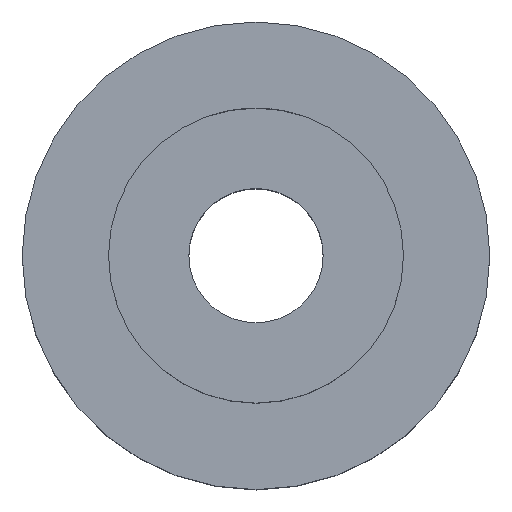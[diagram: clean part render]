
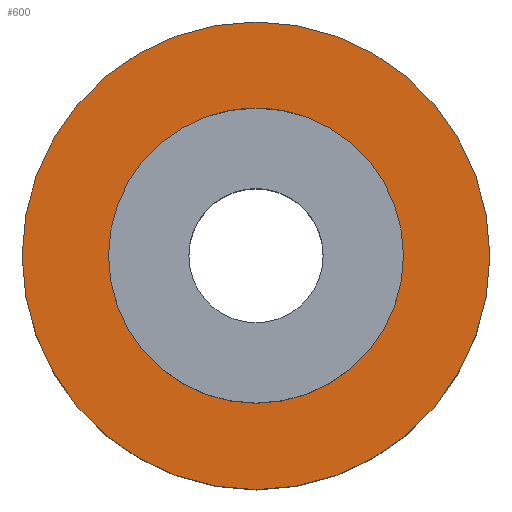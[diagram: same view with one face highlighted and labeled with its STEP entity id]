
A CAD part, top view. The second image highlights one B-rep face of the part: STEP entity #600.
In plain terms, the highlighted planar face has unit normal (0, 0, 1).
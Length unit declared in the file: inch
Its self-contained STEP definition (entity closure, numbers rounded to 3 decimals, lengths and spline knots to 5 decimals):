
#147=CARTESIAN_POINT('',(0.,0.,0.21875));
#148=DIRECTION('',(0.,0.,1.));
#149=DIRECTION('',(0.,1.,0.));
#150=AXIS2_PLACEMENT_3D('',#147,#148,#149);
#152=CARTESIAN_POINT('',(0.,0.,0.21875));
#153=DIRECTION('',(0.,0.,1.));
#154=DIRECTION('',(0.,-1.,0.));
#155=AXIS2_PLACEMENT_3D('',#152,#153,#154);
#157=CARTESIAN_POINT('',(0.,0.,0.21875));
#158=DIRECTION('',(0.,0.,1.));
#159=DIRECTION('',(0.,1.,0.));
#160=AXIS2_PLACEMENT_3D('',#157,#158,#159);
#170=CARTESIAN_POINT('',(0.,0.,0.21875));
#171=DIRECTION('',(0.,0.,-1.));
#172=DIRECTION('',(0.,1.,0.));
#173=AXIS2_PLACEMENT_3D('',#170,#171,#172);
#371=CARTESIAN_POINT('',(0.,0.545,0.21875));
#373=VERTEX_POINT('',#371);
#379=CARTESIAN_POINT('',(0.,-0.545,0.21875));
#381=VERTEX_POINT('',#379);
#399=CARTESIAN_POINT('',(0.,0.34375,0.21875));
#400=CARTESIAN_POINT('',(0.,-0.34375,0.21875));
#401=VERTEX_POINT('',#399);
#402=VERTEX_POINT('',#400);
#585=CARTESIAN_POINT('',(0.,0.,0.21875));
#586=DIRECTION('',(0.,0.,1.));
#587=DIRECTION('',(0.,-1.,0.));
#588=AXIS2_PLACEMENT_3D('',#585,#586,#587);
#589=PLANE('',#588);
#591=ORIENTED_EDGE('',*,*,#590,.F.);
#593=ORIENTED_EDGE('',*,*,#592,.T.);
#594=EDGE_LOOP('',(#591,#593));
#595=FACE_OUTER_BOUND('',#594,.F.);
#596=ORIENTED_EDGE('',*,*,#563,.T.);
#597=ORIENTED_EDGE('',*,*,#577,.T.);
#598=EDGE_LOOP('',(#596,#597));
#599=FACE_BOUND('',#598,.F.);
#600=ADVANCED_FACE('',(#595,#599),#589,.T.);
#151=CIRCLE('',#150,0.34375);
#156=CIRCLE('',#155,0.34375);
#161=CIRCLE('',#160,0.545);
#174=CIRCLE('',#173,0.545);
#563=EDGE_CURVE('',#401,#402,#151,.T.);
#577=EDGE_CURVE('',#402,#401,#156,.T.);
#590=EDGE_CURVE('',#373,#381,#161,.T.);
#592=EDGE_CURVE('',#373,#381,#174,.T.);
